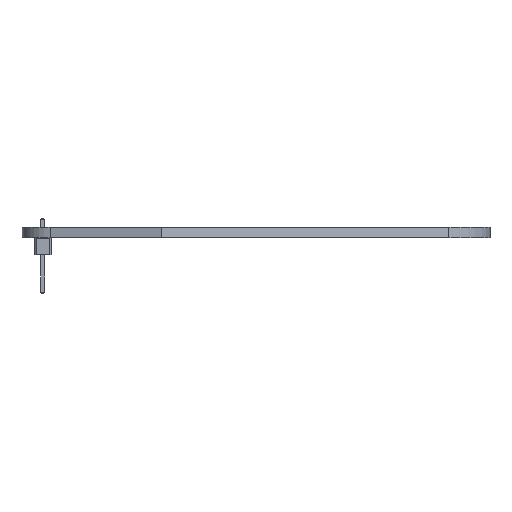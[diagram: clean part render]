
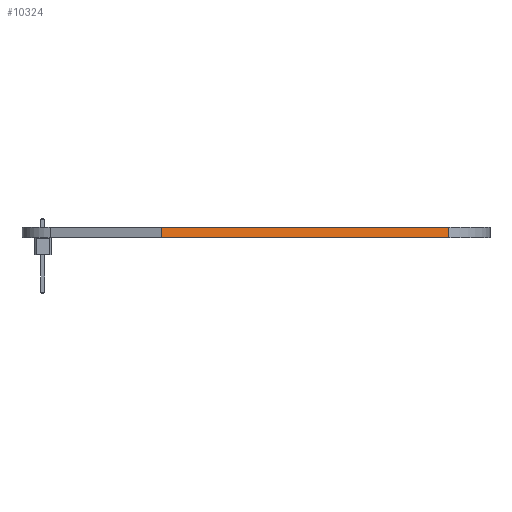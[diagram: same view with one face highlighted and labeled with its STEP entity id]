
A CAD part, left-side view. The second image highlights one B-rep face of the part: STEP entity #10324.
In plain terms, the highlighted planar face has unit normal (-0.945, -0.328, 0).
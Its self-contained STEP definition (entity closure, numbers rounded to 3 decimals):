
#4935 = PLANE('',#4936);
#4936 = AXIS2_PLACEMENT_3D('',#4937,#4938,#4939);
#4937 = CARTESIAN_POINT('',(150.604,-79.701,1.6));
#4938 = DIRECTION('',(0.,0.,1.));
#4939 = DIRECTION('',(1.,0.,-0.));
#4989 = PLANE('',#4990);
#4990 = AXIS2_PLACEMENT_3D('',#4991,#4992,#4993);
#4991 = CARTESIAN_POINT('',(150.604,-79.701,0.));
#4992 = DIRECTION('',(0.,0.,1.));
#4993 = DIRECTION('',(1.,0.,-0.));
#5382 = VERTEX_POINT('',#5383);
#5383 = CARTESIAN_POINT('',(77.47,-68.326,0.));
#5397 = PLANE('',#5398);
#5398 = AXIS2_PLACEMENT_3D('',#5399,#5400,#5401);
#5399 = CARTESIAN_POINT('',(81.889,-51.182,0.));
#5400 = DIRECTION('',(0.968,-0.25,0.));
#5401 = DIRECTION('',(-0.25,-0.968,0.));
#5409 = EDGE_CURVE('',#5382,#5410,#5412,.T.);
#5410 = VERTEX_POINT('',#5411);
#5411 = CARTESIAN_POINT('',(92.869,-112.713,0.));
#5412 = SURFACE_CURVE('',#5413,(#5417,#5424),.PCURVE_S1.);
#5413 = LINE('',#5414,#5415);
#5414 = CARTESIAN_POINT('',(77.47,-68.326,0.));
#5415 = VECTOR('',#5416,1.);
#5416 = DIRECTION('',(0.328,-0.945,0.));
#5417 = PCURVE('',#4989,#5418);
#5418 = DEFINITIONAL_REPRESENTATION('',(#5419),#5423);
#5419 = LINE('',#5420,#5421);
#5420 = CARTESIAN_POINT('',(-73.134,11.375));
#5421 = VECTOR('',#5422,1.);
#5422 = DIRECTION('',(0.328,-0.945));
#5423 = ( GEOMETRIC_REPRESENTATION_CONTEXT(2) 
PARAMETRIC_REPRESENTATION_CONTEXT() REPRESENTATION_CONTEXT('2D SPACE',''
  ) );
#5424 = PCURVE('',#5425,#5430);
#5425 = PLANE('',#5426);
#5426 = AXIS2_PLACEMENT_3D('',#5427,#5428,#5429);
#5427 = CARTESIAN_POINT('',(77.47,-68.326,0.));
#5428 = DIRECTION('',(0.945,0.328,-0.));
#5429 = DIRECTION('',(0.328,-0.945,0.));
#5430 = DEFINITIONAL_REPRESENTATION('',(#5431),#5435);
#5431 = LINE('',#5432,#5433);
#5432 = CARTESIAN_POINT('',(0.,0.));
#5433 = VECTOR('',#5434,1.);
#5434 = DIRECTION('',(1.,0.));
#5435 = ( GEOMETRIC_REPRESENTATION_CONTEXT(2) 
PARAMETRIC_REPRESENTATION_CONTEXT() REPRESENTATION_CONTEXT('2D SPACE',''
  ) );
#5454 = CYLINDRICAL_SURFACE('',#5455,10.319);
#5455 = AXIS2_PLACEMENT_3D('',#5456,#5457,#5458);
#5456 = CARTESIAN_POINT('',(102.394,-108.744,0.));
#5457 = DIRECTION('',(-0.,-0.,-1.));
#5458 = DIRECTION('',(1.,0.,-0.));
#8098 = VERTEX_POINT('',#8099);
#8099 = CARTESIAN_POINT('',(77.47,-68.326,1.6));
#8120 = EDGE_CURVE('',#8098,#8121,#8123,.T.);
#8121 = VERTEX_POINT('',#8122);
#8122 = CARTESIAN_POINT('',(92.869,-112.713,1.6));
#8123 = SURFACE_CURVE('',#8124,(#8128,#8135),.PCURVE_S1.);
#8124 = LINE('',#8125,#8126);
#8125 = CARTESIAN_POINT('',(77.47,-68.326,1.6));
#8126 = VECTOR('',#8127,1.);
#8127 = DIRECTION('',(0.328,-0.945,0.));
#8128 = PCURVE('',#4935,#8129);
#8129 = DEFINITIONAL_REPRESENTATION('',(#8130),#8134);
#8130 = LINE('',#8131,#8132);
#8131 = CARTESIAN_POINT('',(-73.134,11.375));
#8132 = VECTOR('',#8133,1.);
#8133 = DIRECTION('',(0.328,-0.945));
#8134 = ( GEOMETRIC_REPRESENTATION_CONTEXT(2) 
PARAMETRIC_REPRESENTATION_CONTEXT() REPRESENTATION_CONTEXT('2D SPACE',''
  ) );
#8135 = PCURVE('',#5425,#8136);
#8136 = DEFINITIONAL_REPRESENTATION('',(#8137),#8141);
#8137 = LINE('',#8138,#8139);
#8138 = CARTESIAN_POINT('',(0.,-1.6));
#8139 = VECTOR('',#8140,1.);
#8140 = DIRECTION('',(1.,0.));
#8141 = ( GEOMETRIC_REPRESENTATION_CONTEXT(2) 
PARAMETRIC_REPRESENTATION_CONTEXT() REPRESENTATION_CONTEXT('2D SPACE',''
  ) );
#10274 = EDGE_CURVE('',#5410,#8121,#10275,.T.);
#10275 = SURFACE_CURVE('',#10276,(#10280,#10287),.PCURVE_S1.);
#10276 = LINE('',#10277,#10278);
#10277 = CARTESIAN_POINT('',(92.869,-112.713,0.));
#10278 = VECTOR('',#10279,1.);
#10279 = DIRECTION('',(0.,0.,1.));
#10280 = PCURVE('',#5454,#10281);
#10281 = DEFINITIONAL_REPRESENTATION('',(#10282),#10286);
#10282 = LINE('',#10283,#10284);
#10283 = CARTESIAN_POINT('',(-3.536,0.));
#10284 = VECTOR('',#10285,1.);
#10285 = DIRECTION('',(-0.,-1.));
#10286 = ( GEOMETRIC_REPRESENTATION_CONTEXT(2) 
PARAMETRIC_REPRESENTATION_CONTEXT() REPRESENTATION_CONTEXT('2D SPACE',''
  ) );
#10287 = PCURVE('',#5425,#10288);
#10288 = DEFINITIONAL_REPRESENTATION('',(#10289),#10293);
#10289 = LINE('',#10290,#10291);
#10290 = CARTESIAN_POINT('',(46.982,0.));
#10291 = VECTOR('',#10292,1.);
#10292 = DIRECTION('',(0.,-1.));
#10293 = ( GEOMETRIC_REPRESENTATION_CONTEXT(2) 
PARAMETRIC_REPRESENTATION_CONTEXT() REPRESENTATION_CONTEXT('2D SPACE',''
  ) );
#10324 = ADVANCED_FACE('',(#10325),#5425,.F.);
#10325 = FACE_BOUND('',#10326,.F.);
#10326 = EDGE_LOOP('',(#10327,#10348,#10349,#10350));
#10327 = ORIENTED_EDGE('',*,*,#10328,.T.);
#10328 = EDGE_CURVE('',#5382,#8098,#10329,.T.);
#10329 = SURFACE_CURVE('',#10330,(#10334,#10341),.PCURVE_S1.);
#10330 = LINE('',#10331,#10332);
#10331 = CARTESIAN_POINT('',(77.47,-68.326,0.));
#10332 = VECTOR('',#10333,1.);
#10333 = DIRECTION('',(0.,0.,1.));
#10334 = PCURVE('',#5425,#10335);
#10335 = DEFINITIONAL_REPRESENTATION('',(#10336),#10340);
#10336 = LINE('',#10337,#10338);
#10337 = CARTESIAN_POINT('',(0.,0.));
#10338 = VECTOR('',#10339,1.);
#10339 = DIRECTION('',(0.,-1.));
#10340 = ( GEOMETRIC_REPRESENTATION_CONTEXT(2) 
PARAMETRIC_REPRESENTATION_CONTEXT() REPRESENTATION_CONTEXT('2D SPACE',''
  ) );
#10341 = PCURVE('',#5397,#10342);
#10342 = DEFINITIONAL_REPRESENTATION('',(#10343),#10347);
#10343 = LINE('',#10344,#10345);
#10344 = CARTESIAN_POINT('',(17.704,0.));
#10345 = VECTOR('',#10346,1.);
#10346 = DIRECTION('',(0.,-1.));
#10347 = ( GEOMETRIC_REPRESENTATION_CONTEXT(2) 
PARAMETRIC_REPRESENTATION_CONTEXT() REPRESENTATION_CONTEXT('2D SPACE',''
  ) );
#10348 = ORIENTED_EDGE('',*,*,#8120,.T.);
#10349 = ORIENTED_EDGE('',*,*,#10274,.F.);
#10350 = ORIENTED_EDGE('',*,*,#5409,.F.);
